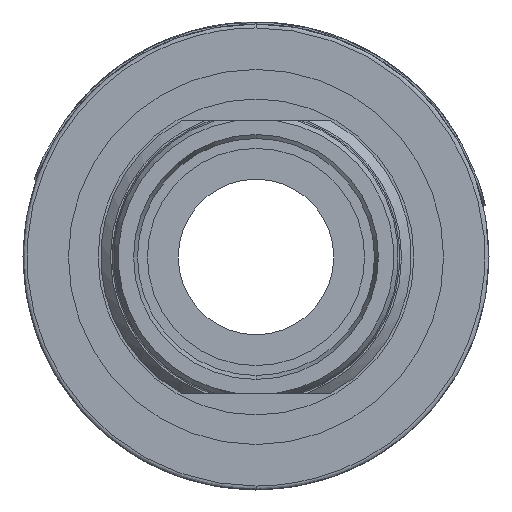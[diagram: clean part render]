
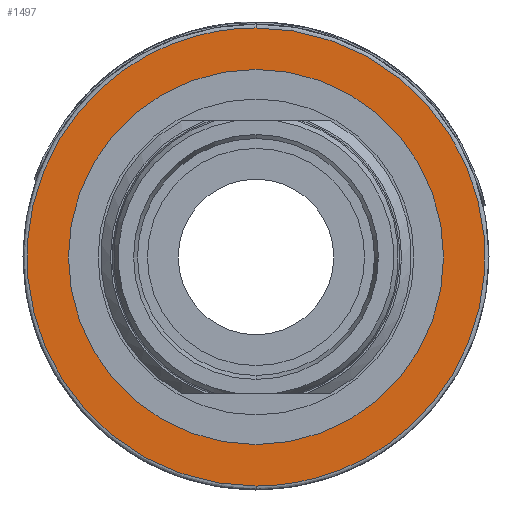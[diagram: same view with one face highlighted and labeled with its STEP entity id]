
A CAD part, left-side view. The second image highlights one B-rep face of the part: STEP entity #1497.
In plain terms, the highlighted face is planar.
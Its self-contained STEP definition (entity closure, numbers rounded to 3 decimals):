
#335 = EDGE_LOOP ( 'NONE', ( #8245, #49624 ) ) ;
#1497 = ADVANCED_FACE ( 'NONE', ( #37919, #77220 ), #15568, .T. ) ;
#5474 = AXIS2_PLACEMENT_3D ( 'NONE', #16591, #6502, #46507 ) ;
#6502 = DIRECTION ( 'NONE',  ( 0., 0., 1. ) ) ;
#8245 = ORIENTED_EDGE ( 'NONE', *, *, #89979, .T. ) ;
#9443 = DIRECTION ( 'NONE',  ( -1., 0., 0. ) ) ;
#10731 = AXIS2_PLACEMENT_3D ( 'NONE', #28900, #44584, #14135 ) ;
#13050 = ORIENTED_EDGE ( 'NONE', *, *, #58702, .F. ) ;
#14135 = DIRECTION ( 'NONE',  ( -1., 0., 0. ) ) ;
#15568 = PLANE ( 'NONE',  #5474 ) ;
#16591 = CARTESIAN_POINT ( 'NONE',  ( 0., 14.986, -20.582 ) ) ;
#17063 = DIRECTION ( 'NONE',  ( 0., 0., -1. ) ) ;
#19591 = VERTEX_POINT ( 'NONE', #68747 ) ;
#28900 = CARTESIAN_POINT ( 'NONE',  ( 0., 0., -20.582 ) ) ;
#34621 = AXIS2_PLACEMENT_3D ( 'NONE', #57024, #17063, #9443 ) ;
#37919 = FACE_BOUND ( 'NONE', #335, .T. ) ;
#41523 = VERTEX_POINT ( 'NONE', #84199 ) ;
#43354 = CARTESIAN_POINT ( 'NONE',  ( -14.732, 0., -20.582 ) ) ;
#44584 = DIRECTION ( 'NONE',  ( 0., 0., -1. ) ) ;
#46507 = DIRECTION ( 'NONE',  ( 1., 0., 0. ) ) ;
#47306 = VERTEX_POINT ( 'NONE', #63824 ) ;
#49467 = CARTESIAN_POINT ( 'NONE',  ( 14.732, 29.464, -20.582 ) ) ;
#49624 = ORIENTED_EDGE ( 'NONE', *, *, #78381, .T. ) ;
#54015 = EDGE_LOOP ( 'NONE', ( #13050, #67065 ) ) ;
#54558 =( BOUNDED_CURVE ( )  B_SPLINE_CURVE ( 3, ( #81138, #88211, #49467, #57988 ),
 .UNSPECIFIED., .F., .T. ) 
 B_SPLINE_CURVE_WITH_KNOTS ( ( 4, 4 ),
 ( 0.75, 1.25 ),
 .UNSPECIFIED. ) 
 CURVE ( )  GEOMETRIC_REPRESENTATION_ITEM ( )  RATIONAL_B_SPLINE_CURVE ( ( 1., 0.333, 0.333, 1. ) ) 
 REPRESENTATION_ITEM ( '' )  );
#57024 = CARTESIAN_POINT ( 'NONE',  ( 0., 0., -20.582 ) ) ;
#57988 = CARTESIAN_POINT ( 'NONE',  ( 14.732, 0., -20.582 ) ) ;
#58702 = EDGE_CURVE ( 'NONE', #19591, #47306, #54558, .T. ) ;
#63617 = CIRCLE ( 'NONE', #34621, 12.065 ) ;
#63824 = CARTESIAN_POINT ( 'NONE',  ( 14.732, 0., -20.582 ) ) ;
#63982 = CIRCLE ( 'NONE', #10731, 12.065 ) ;
#64605 = EDGE_CURVE ( 'NONE', #47306, #19591, #84806, .T. ) ;
#65997 = CARTESIAN_POINT ( 'NONE',  ( 14.732, 0., -20.582 ) ) ;
#66972 = CARTESIAN_POINT ( 'NONE',  ( 14.732, -29.464, -20.582 ) ) ;
#67065 = ORIENTED_EDGE ( 'NONE', *, *, #64605, .F. ) ;
#68747 = CARTESIAN_POINT ( 'NONE',  ( -14.732, 0., -20.582 ) ) ;
#71435 = CARTESIAN_POINT ( 'NONE',  ( -12.065, 0., -20.582 ) ) ;
#77220 = FACE_OUTER_BOUND ( 'NONE', #54015, .T. ) ;
#78381 = EDGE_CURVE ( 'NONE', #41523, #83409, #63982, .T. ) ;
#81138 = CARTESIAN_POINT ( 'NONE',  ( -14.732, 0., -20.582 ) ) ;
#83409 = VERTEX_POINT ( 'NONE', #71435 ) ;
#84199 = CARTESIAN_POINT ( 'NONE',  ( 12.065, 0., -20.582 ) ) ;
#84806 =( BOUNDED_CURVE ( )  B_SPLINE_CURVE ( 3, ( #65997, #66972, #98284, #43354 ),
 .UNSPECIFIED., .F., .T. ) 
 B_SPLINE_CURVE_WITH_KNOTS ( ( 4, 4 ),
 ( 0.25, 0.75 ),
 .UNSPECIFIED. ) 
 CURVE ( )  GEOMETRIC_REPRESENTATION_ITEM ( )  RATIONAL_B_SPLINE_CURVE ( ( 1., 0.333, 0.333, 1. ) ) 
 REPRESENTATION_ITEM ( '' )  );
#88211 = CARTESIAN_POINT ( 'NONE',  ( -14.732, 29.464, -20.582 ) ) ;
#89979 = EDGE_CURVE ( 'NONE', #83409, #41523, #63617, .T. ) ;
#98284 = CARTESIAN_POINT ( 'NONE',  ( -14.732, -29.464, -20.582 ) ) ;
